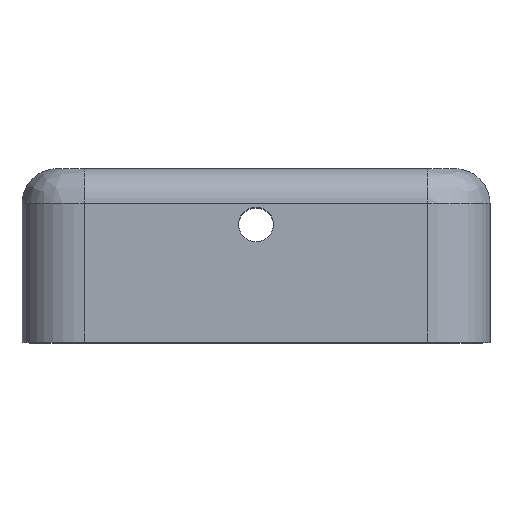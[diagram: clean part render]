
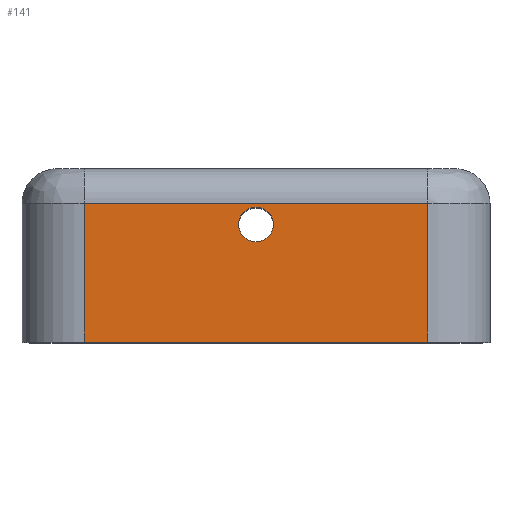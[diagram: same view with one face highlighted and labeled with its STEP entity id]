
A CAD part, top view. The second image highlights one B-rep face of the part: STEP entity #141.
In plain terms, the highlighted planar face has unit normal (0, 0, 1).
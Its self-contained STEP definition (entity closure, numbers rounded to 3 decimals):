
#141 = ADVANCED_FACE( 'NONE', ( #321, #322 ), #323, .T. );
#321 = FACE_BOUND( '', #608, .T. );
#322 = FACE_OUTER_BOUND( '', #609, .T. );
#323 = PLANE( '', #610 );
#608 = EDGE_LOOP( '', ( #966 ) );
#609 = EDGE_LOOP( '', ( #967, #968, #969, #970 ) );
#610 = AXIS2_PLACEMENT_3D( '', #971, #972, #973 );
#966 = ORIENTED_EDGE( '', *, *, #1387, .T. );
#967 = ORIENTED_EDGE( '', *, *, #1481, .T. );
#968 = ORIENTED_EDGE( '', *, *, #1482, .F. );
#969 = ORIENTED_EDGE( '', *, *, #1483, .F. );
#970 = ORIENTED_EDGE( '', *, *, #1402, .T. );
#971 = CARTESIAN_POINT( '', ( -4.95, 0., 8.4 ) );
#972 = DIRECTION( '', ( 0., 0., 1. ) );
#973 = DIRECTION( '', ( 1., 0., 0. ) );
#1387 = EDGE_CURVE( '', #1644, #1644, #1645, .F. );
#1402 = EDGE_CURVE( 'NONE', #1671, #1669, #1672, .T. );
#1481 = EDGE_CURVE( 'NONE', #1669, #1800, #1801, .T. );
#1482 = EDGE_CURVE( 'NONE', #1750, #1800, #1802, .T. );
#1483 = EDGE_CURVE( 'NONE', #1671, #1750, #1803, .T. );
#1644 = VERTEX_POINT( '', #1998 );
#1645 = CIRCLE( '', #1999, 0.5 );
#1669 = VERTEX_POINT( 'NONE', #2034 );
#1671 = VERTEX_POINT( 'NONE', #2036 );
#1672 = LINE( '', #2037, #2038 );
#1750 = VERTEX_POINT( 'NONE', #2146 );
#1800 = VERTEX_POINT( 'NONE', #2208 );
#1801 = LINE( '', #2209, #2210 );
#1802 = LINE( '', #2211, #2212 );
#1803 = LINE( '', #2213, #2214 );
#1998 = CARTESIAN_POINT( '', ( 0., -2.105, 8.4 ) );
#1999 = AXIS2_PLACEMENT_3D( '', #2417, #2418, #2419 );
#2034 = CARTESIAN_POINT( '', ( -4.95, -5., 8.4 ) );
#2036 = CARTESIAN_POINT( '', ( -4.95, -1., 8.4 ) );
#2037 = CARTESIAN_POINT( '', ( -4.95, 0., 8.4 ) );
#2038 = VECTOR( '', #2437, 1000. );
#2146 = CARTESIAN_POINT( '', ( 4.95, -1., 8.4 ) );
#2208 = CARTESIAN_POINT( '', ( 4.95, -5., 8.4 ) );
#2209 = CARTESIAN_POINT( '', ( -4.95, -5., 8.4 ) );
#2210 = VECTOR( '', #2549, 1000. );
#2211 = CARTESIAN_POINT( '', ( 4.95, 0., 8.4 ) );
#2212 = VECTOR( '', #2550, 1000. );
#2213 = CARTESIAN_POINT( '', ( -4.95, -1., 8.4 ) );
#2214 = VECTOR( '', #2551, 1000. );
#2417 = CARTESIAN_POINT( '', ( 0., -1.605, 8.4 ) );
#2418 = DIRECTION( '', ( 0., 0., 1. ) );
#2419 = DIRECTION( '', ( 0., -1., 0. ) );
#2437 = DIRECTION( '', ( 0., -1., 0. ) );
#2549 = DIRECTION( '', ( 1., 0., 0. ) );
#2550 = DIRECTION( '', ( 0., -1., 0. ) );
#2551 = DIRECTION( '', ( 1., 0., 0. ) );
